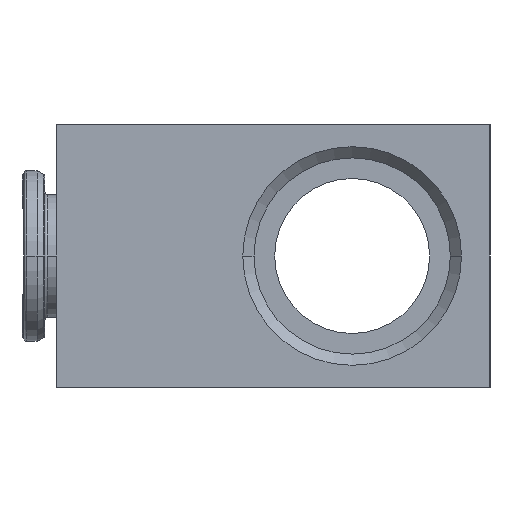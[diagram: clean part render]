
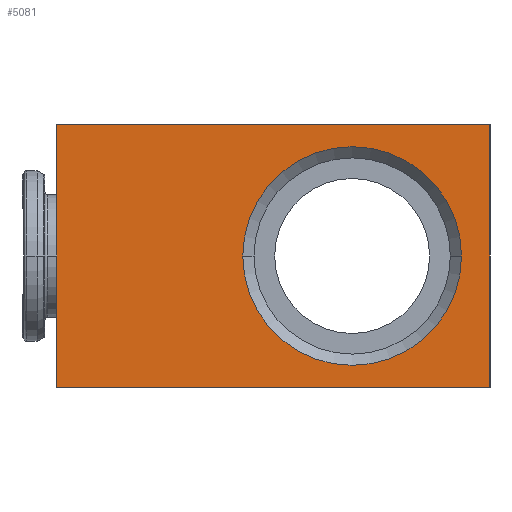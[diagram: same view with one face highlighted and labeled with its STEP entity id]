
A CAD part, left-side view. The second image highlights one B-rep face of the part: STEP entity #5081.
In plain terms, the highlighted planar face has unit normal (-1, 0, 0).
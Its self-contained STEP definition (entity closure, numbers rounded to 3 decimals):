
#5081=ADVANCED_FACE('',(#13902,#13903),#13904,.T.);
#13902=FACE_OUTER_BOUND('',#27676,.T.);
#13903=FACE_BOUND('',#27677,.T.);
#13904=PLANE('',#27678);
#27676=EDGE_LOOP('',(#50939,#50940,#50941,#50942));
#27677=EDGE_LOOP('',(#50943,#50944));
#27678=AXIS2_PLACEMENT_3D('',#50945,#50946,#50947);
#50939=ORIENTED_EDGE('',*,*,#87319,.T.);
#50940=ORIENTED_EDGE('',*,*,#88283,.T.);
#50941=ORIENTED_EDGE('',*,*,#88284,.F.);
#50942=ORIENTED_EDGE('',*,*,#88285,.F.);
#50943=ORIENTED_EDGE('',*,*,#88286,.T.);
#50944=ORIENTED_EDGE('',*,*,#88287,.T.);
#50945=CARTESIAN_POINT('',(-57.0,33.0,-10.0));
#50946=DIRECTION('',(-1.0,0.0,0.0));
#50947=DIRECTION('',(0.0,0.0,1.0));
#87319=EDGE_CURVE('',#103310,#103311,#103312,.T.);
#88283=EDGE_CURVE('',#103311,#105022,#105023,.T.);
#88284=EDGE_CURVE('',#105024,#105022,#105025,.T.);
#88285=EDGE_CURVE('',#103310,#105024,#105026,.T.);
#88286=EDGE_CURVE('',#105027,#105028,#105029,.T.);
#88287=EDGE_CURVE('',#105028,#105027,#105030,.T.);
#103310=VERTEX_POINT('',#127097);
#103311=VERTEX_POINT('',#127098);
#103312=LINE('',#127099,#127100);
#105022=VERTEX_POINT('',#129756);
#105023=LINE('',#129757,#129758);
#105024=VERTEX_POINT('',#129759);
#105025=LINE('',#129760,#129761);
#105026=LINE('',#129762,#129763);
#105027=VERTEX_POINT('',#129764);
#105028=VERTEX_POINT('',#129765);
#105029=CIRCLE('',#129766,8.331);
#105030=CIRCLE('',#129767,8.331);
#127097=CARTESIAN_POINT('',(-57.0,33.0,-10.0));
#127098=CARTESIAN_POINT('',(-57.0,0.0,-10.0));
#127099=CARTESIAN_POINT('',(-57.0,33.0,-10.0));
#127100=VECTOR('',#163629,33.0);
#129756=CARTESIAN_POINT('',(-57.0,0.0,10.0));
#129757=CARTESIAN_POINT('',(-57.0,0.0,-10.0));
#129758=VECTOR('',#164752,20.0);
#129759=CARTESIAN_POINT('',(-57.0,33.0,10.0));
#129760=CARTESIAN_POINT('',(-57.0,33.0,10.0));
#129761=VECTOR('',#164753,33.0);
#129762=CARTESIAN_POINT('',(-57.0,33.0,-10.0));
#129763=VECTOR('',#164754,20.0);
#129764=CARTESIAN_POINT('',(-57.0,2.169,0.0));
#129765=CARTESIAN_POINT('',(-57.0,18.831,0.));
#129766=AXIS2_PLACEMENT_3D('',#164755,#164756,#164757);
#129767=AXIS2_PLACEMENT_3D('',#164758,#164759,#164760);
#163629=DIRECTION('',(0.0,-1.0,0.0));
#164752=DIRECTION('',(0.0,0.0,1.0));
#164753=DIRECTION('',(0.0,-1.0,0.0));
#164754=DIRECTION('',(0.0,0.0,1.0));
#164755=CARTESIAN_POINT('',(-57.0,10.5,0.0));
#164756=DIRECTION('',(1.0,0.0,0.0));
#164757=DIRECTION('',(0.0,1.0,0.0));
#164758=CARTESIAN_POINT('',(-57.0,10.5,0.0));
#164759=DIRECTION('',(1.0,0.0,0.0));
#164760=DIRECTION('',(0.0,1.0,0.0));
